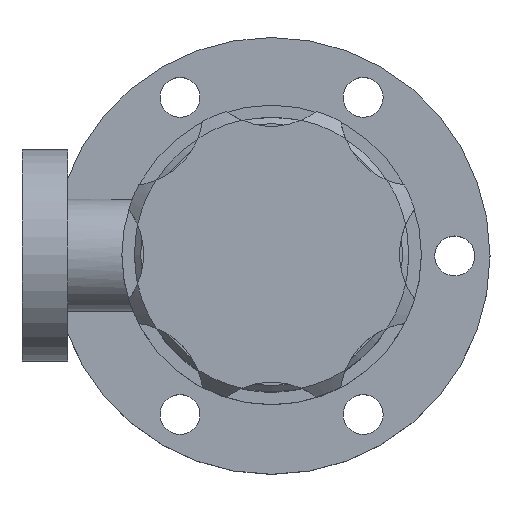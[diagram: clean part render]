
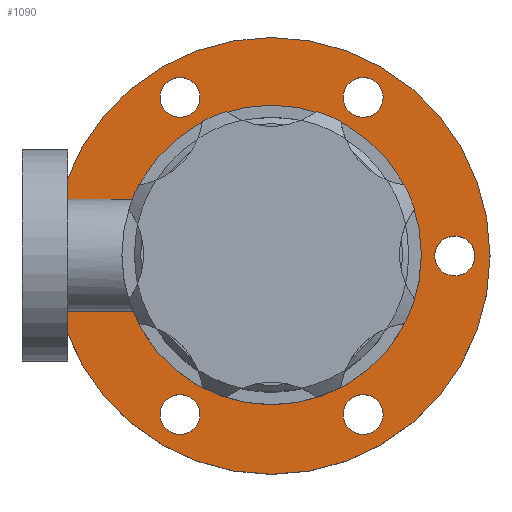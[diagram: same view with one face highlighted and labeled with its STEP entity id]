
A CAD part, top view. The second image highlights one B-rep face of the part: STEP entity #1090.
In plain terms, the highlighted planar face has unit normal (0, 0, 1).
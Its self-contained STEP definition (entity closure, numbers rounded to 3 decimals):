
#654=CARTESIAN_POINT('',(-22.5,0.,-52.3));
#655=VERTEX_POINT('',#654);
#656=CARTESIAN_POINT('',(-14.639,17.086,-52.3));
#657=VERTEX_POINT('',#656);
#658=CARTESIAN_POINT('',(0.,0.,-52.3));
#659=DIRECTION('',(0.,0.,1.));
#660=DIRECTION('',(1.,0.,0.));
#661=AXIS2_PLACEMENT_3D('',#658,#659,#660);
#662=CIRCLE('',#661,22.5);
#663=EDGE_CURVE('',#655,#657,#662,.T.);
#674=EDGE_CURVE('',#657,#655,#662,.T.);
#886=CARTESIAN_POINT('',(35.,0.,-52.3));
#887=VERTEX_POINT('',#886);
#894=CARTESIAN_POINT('',(0.,0.,-52.3));
#895=DIRECTION('',(0.,0.,1.));
#896=DIRECTION('',(1.,0.,0.));
#897=AXIS2_PLACEMENT_3D('',#894,#895,#896);
#898=CIRCLE('',#897,35.);
#899=EDGE_CURVE('',#887,#887,#898,.T.);
#911=CARTESIAN_POINT('',(-11.475,-25.418,-52.3));
#912=VERTEX_POINT('',#911);
#919=CARTESIAN_POINT('',(-14.675,-25.418,-52.3));
#920=DIRECTION('',(0.,0.,-1.));
#921=DIRECTION('',(1.,0.,0.));
#922=AXIS2_PLACEMENT_3D('',#919,#920,#921);
#923=CIRCLE('',#922,3.2);
#924=EDGE_CURVE('',#912,#912,#923,.T.);
#936=CARTESIAN_POINT('',(-26.15,0.,-52.3));
#937=VERTEX_POINT('',#936);
#944=CARTESIAN_POINT('',(-29.35,0.,-52.3));
#945=DIRECTION('',(0.,0.,-1.));
#946=DIRECTION('',(1.,0.,0.));
#947=AXIS2_PLACEMENT_3D('',#944,#945,#946);
#948=CIRCLE('',#947,3.2);
#949=EDGE_CURVE('',#937,#937,#948,.T.);
#961=CARTESIAN_POINT('',(-11.475,25.418,-52.3));
#962=VERTEX_POINT('',#961);
#969=CARTESIAN_POINT('',(-14.675,25.418,-52.3));
#970=DIRECTION('',(0.,0.,-1.));
#971=DIRECTION('',(1.,0.,0.));
#972=AXIS2_PLACEMENT_3D('',#969,#970,#971);
#973=CIRCLE('',#972,3.2);
#974=EDGE_CURVE('',#962,#962,#973,.T.);
#986=CARTESIAN_POINT('',(17.875,25.418,-52.3));
#987=VERTEX_POINT('',#986);
#994=CARTESIAN_POINT('',(14.675,25.418,-52.3));
#995=DIRECTION('',(0.,0.,-1.));
#996=DIRECTION('',(1.,0.,0.));
#997=AXIS2_PLACEMENT_3D('',#994,#995,#996);
#998=CIRCLE('',#997,3.2);
#999=EDGE_CURVE('',#987,#987,#998,.T.);
#1011=CARTESIAN_POINT('',(32.55,0.,-52.3));
#1012=VERTEX_POINT('',#1011);
#1019=CARTESIAN_POINT('',(29.35,0.,-52.3));
#1020=DIRECTION('',(0.,0.,-1.));
#1021=DIRECTION('',(1.,0.,0.));
#1022=AXIS2_PLACEMENT_3D('',#1019,#1020,#1021);
#1023=CIRCLE('',#1022,3.2);
#1024=EDGE_CURVE('',#1012,#1012,#1023,.T.);
#1036=CARTESIAN_POINT('',(17.875,-25.418,-52.3));
#1037=VERTEX_POINT('',#1036);
#1044=CARTESIAN_POINT('',(14.675,-25.418,-52.3));
#1045=DIRECTION('',(0.,0.,-1.));
#1046=DIRECTION('',(1.,0.,0.));
#1047=AXIS2_PLACEMENT_3D('',#1044,#1045,#1046);
#1048=CIRCLE('',#1047,3.2);
#1049=EDGE_CURVE('',#1037,#1037,#1048,.T.);
#1060=ORIENTED_EDGE('',*,*,#899,.T.);
#1061=EDGE_LOOP('',(#1060));
#1062=FACE_OUTER_BOUND('',#1061,.T.);
#1063=ORIENTED_EDGE('',*,*,#924,.T.);
#1064=EDGE_LOOP('',(#1063));
#1065=FACE_BOUND('',#1064,.T.);
#1066=ORIENTED_EDGE('',*,*,#949,.T.);
#1067=EDGE_LOOP('',(#1066));
#1068=FACE_BOUND('',#1067,.T.);
#1069=ORIENTED_EDGE('',*,*,#974,.T.);
#1070=EDGE_LOOP('',(#1069));
#1071=FACE_BOUND('',#1070,.T.);
#1072=ORIENTED_EDGE('',*,*,#999,.T.);
#1073=EDGE_LOOP('',(#1072));
#1074=FACE_BOUND('',#1073,.T.);
#1075=ORIENTED_EDGE('',*,*,#1024,.T.);
#1076=EDGE_LOOP('',(#1075));
#1077=FACE_BOUND('',#1076,.T.);
#1078=ORIENTED_EDGE('',*,*,#1049,.T.);
#1079=EDGE_LOOP('',(#1078));
#1080=FACE_BOUND('',#1079,.T.);
#1081=ORIENTED_EDGE('',*,*,#663,.F.);
#1082=ORIENTED_EDGE('',*,*,#674,.F.);
#1083=EDGE_LOOP('',(#1081,#1082));
#1084=FACE_BOUND('',#1083,.T.);
#1085=CARTESIAN_POINT('',(6.2,-34.446,-52.3));
#1086=DIRECTION('',(0.,0.,-1.));
#1087=DIRECTION('',(1.,0.,0.));
#1088=AXIS2_PLACEMENT_3D('',#1085,#1086,#1087);
#1089=PLANE('',#1088);
#1090=ADVANCED_FACE('',(#1062,#1065,#1068,#1071,#1074,#1077,#1080,#1084),#1089,.F.);
